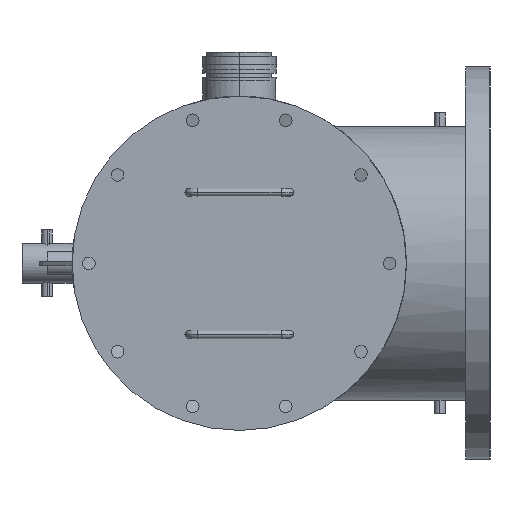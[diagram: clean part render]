
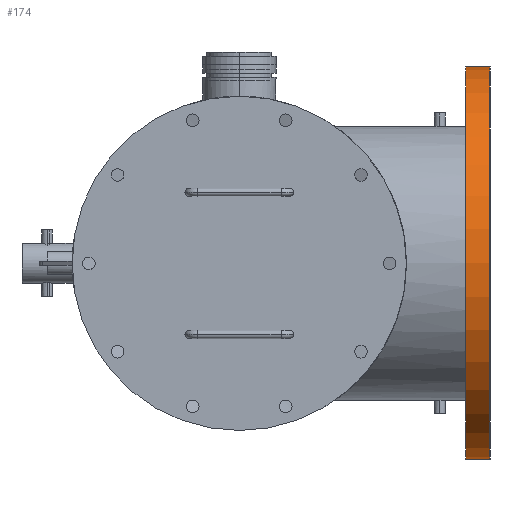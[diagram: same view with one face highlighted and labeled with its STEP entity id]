
A CAD part, left-side view. The second image highlights one B-rep face of the part: STEP entity #174.
In plain terms, the highlighted cylindrical face has radius 298.45 mm (diameter 596.9 mm), a partial arc.
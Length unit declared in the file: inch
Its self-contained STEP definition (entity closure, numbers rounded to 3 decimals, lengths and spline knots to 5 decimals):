
#174 = ADVANCED_FACE ( 'NONE', ( #3983 ), #11900, .T. ) ;
#487 = CARTESIAN_POINT ( 'NONE',  ( 14.41, -13.56, 0. ) ) ;
#684 = CARTESIAN_POINT ( 'NONE',  ( 14.41, -13.56, 0. ) ) ;
#788 = EDGE_CURVE ( 'NONE', #8819, #2134, #2977, .T. ) ;
#855 = ORIENTED_EDGE ( 'NONE', *, *, #7655, .T. ) ;
#863 = VECTOR ( 'NONE', #4121, 39.37008 ) ;
#1245 = DIRECTION ( 'NONE',  ( 0., -1., 0. ) ) ;
#1783 = EDGE_CURVE ( 'NONE', #12315, #8819, #6383, .T. ) ;
#2134 = VERTEX_POINT ( 'NONE', #3553 ) ;
#2849 = AXIS2_PLACEMENT_3D ( 'NONE', #684, #13188, #9031 ) ;
#2950 = CARTESIAN_POINT ( 'NONE',  ( 14.41, -15., 0. ) ) ;
#2977 = CIRCLE ( 'NONE', #6535, 11.75 ) ;
#3553 = CARTESIAN_POINT ( 'NONE',  ( 14.41, -15., -11.75 ) ) ;
#3878 = CARTESIAN_POINT ( 'NONE',  ( 14.41, -13.56, 11.75 ) ) ;
#3905 = DIRECTION ( 'NONE',  ( 0., -1., 0. ) ) ;
#3983 = FACE_OUTER_BOUND ( 'NONE', #6978, .T. ) ;
#4121 = DIRECTION ( 'NONE',  ( 0., -1., 0. ) ) ;
#6109 = LINE ( 'NONE', #10690, #7248 ) ;
#6383 = LINE ( 'NONE', #12158, #863 ) ;
#6535 = AXIS2_PLACEMENT_3D ( 'NONE', #2950, #3905, #8009 ) ;
#6978 = EDGE_LOOP ( 'NONE', ( #9300, #11671, #855, #9694 ) ) ;
#7248 = VECTOR ( 'NONE', #1245, 39.37008 ) ;
#7655 = EDGE_CURVE ( 'NONE', #10380, #2134, #6109, .T. ) ;
#7776 = EDGE_CURVE ( 'NONE', #12315, #10380, #9526, .T. ) ;
#7989 = CARTESIAN_POINT ( 'NONE',  ( 14.41, -15., 11.75 ) ) ;
#8009 = DIRECTION ( 'NONE',  ( 0., 0., -1. ) ) ;
#8736 = DIRECTION ( 'NONE',  ( 0., 0., -1. ) ) ;
#8819 = VERTEX_POINT ( 'NONE', #7989 ) ;
#9031 = DIRECTION ( 'NONE',  ( 0., 0., -1. ) ) ;
#9300 = ORIENTED_EDGE ( 'NONE', *, *, #1783, .F. ) ;
#9526 = CIRCLE ( 'NONE', #2849, 11.75 ) ;
#9694 = ORIENTED_EDGE ( 'NONE', *, *, #788, .F. ) ;
#9957 = DIRECTION ( 'NONE',  ( 0., -1., 0. ) ) ;
#10380 = VERTEX_POINT ( 'NONE', #11907 ) ;
#10690 = CARTESIAN_POINT ( 'NONE',  ( 14.41, -13.56, -11.75 ) ) ;
#11671 = ORIENTED_EDGE ( 'NONE', *, *, #7776, .T. ) ;
#11900 = CYLINDRICAL_SURFACE ( 'NONE', #12735, 11.75 ) ;
#11907 = CARTESIAN_POINT ( 'NONE',  ( 14.41, -13.56, -11.75 ) ) ;
#12158 = CARTESIAN_POINT ( 'NONE',  ( 14.41, -13.56, 11.75 ) ) ;
#12315 = VERTEX_POINT ( 'NONE', #3878 ) ;
#12735 = AXIS2_PLACEMENT_3D ( 'NONE', #487, #9957, #8736 ) ;
#13188 = DIRECTION ( 'NONE',  ( 0., -1., 0. ) ) ;
